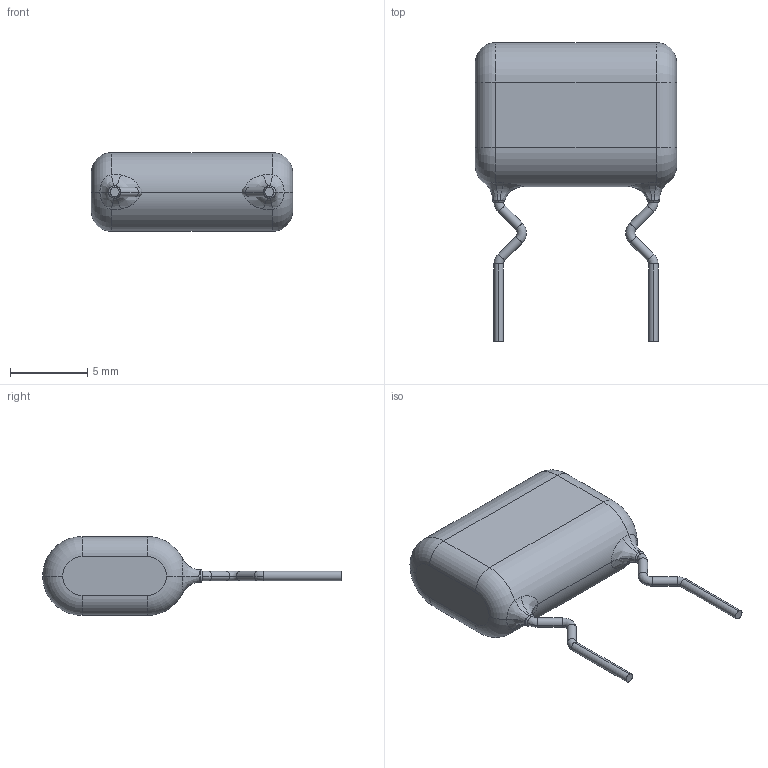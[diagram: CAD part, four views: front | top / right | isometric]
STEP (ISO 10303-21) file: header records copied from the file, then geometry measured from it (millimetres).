
FILE_DESCRIPTION (( 'STEP AP214' ), '1' );
FILE_NAME ('ECWF2W104JAQ.STEP', '2021-05-26T12:54:22', ( '' ), ( '' ), 'SwSTEP 2.0', 'SolidWorks 2020', '' );
FILE_SCHEMA (( 'AUTOMOTIVE_DESIGN' ));
Length unit declared in the file: millimetre
Products named in the file (1): ECWF2W104JAQ
Bounding box: 13 x 19.3 x 5.1 mm (x, y, z)
Volume: 535.6 mm3; surface area: 416.3 mm2
Topology: 3 solids, 3 shells, 72 faces, 156 edges, 90 vertices
Faces by surface type: torus 24, cylinder 20, bspline 12, plane 10, cone 6
Entity records: 2390 total; most frequent: CARTESIAN_POINT 799, DIRECTION 348, ORIENTED_EDGE 312, AXIS2_PLACEMENT_3D 159, EDGE_CURVE 156, CIRCLE 98, VERTEX_POINT 90, FACE_OUTER_BOUND 72
